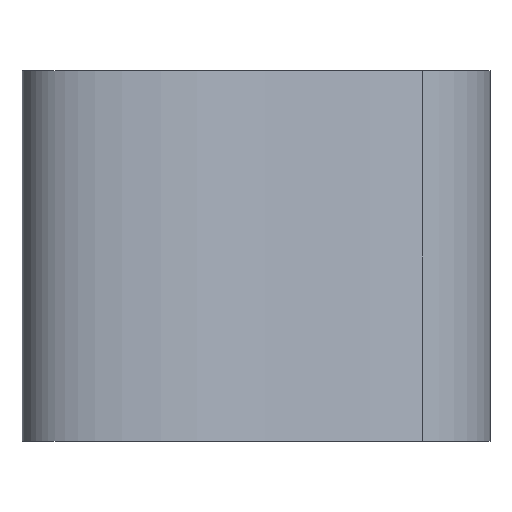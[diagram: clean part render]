
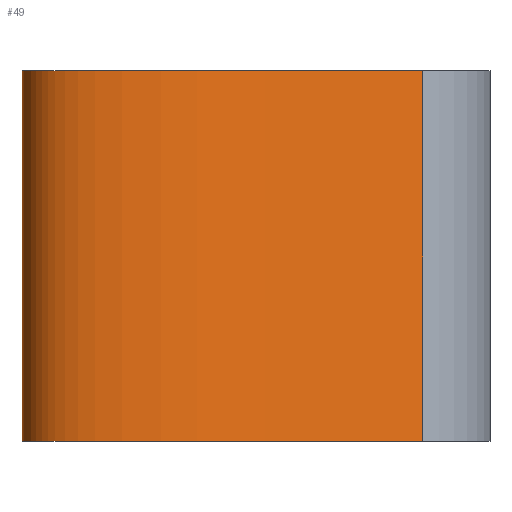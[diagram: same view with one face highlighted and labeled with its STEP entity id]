
A CAD part, left-side view. The second image highlights one B-rep face of the part: STEP entity #49.
In plain terms, the highlighted free-form (B-spline) face has degree [3, 1] with [5, 2] control points.
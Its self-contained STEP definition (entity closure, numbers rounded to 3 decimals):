
#10 = FACE_OUTER_BOUND ( 'NONE', #647, .T. ) ;
#26 = CARTESIAN_POINT ( 'NONE',  ( 151.084, 151.517, 0. ) ) ;
#49 = ADVANCED_FACE ( 'NONE', ( #10 ), #261, .F. ) ;
#51 = ORIENTED_EDGE ( 'NONE', *, *, #334, .F. ) ;
#60 = CARTESIAN_POINT ( 'NONE',  ( 149.343, 151.574, 10. ) ) ;
#97 = VERTEX_POINT ( 'NONE', #26 ) ;
#102 = CARTESIAN_POINT ( 'NONE',  ( 151.084, 151.517, 10. ) ) ;
#118 = ORIENTED_EDGE ( 'NONE', *, *, #629, .T. ) ;
#130 = ORIENTED_EDGE ( 'NONE', *, *, #355, .F. ) ;
#174 = CARTESIAN_POINT ( 'NONE',  ( 148.842, 145.369, 10. ) ) ;
#176 = CARTESIAN_POINT ( 'NONE',  ( 151.084, 151.517, 10. ) ) ;
#189 = CARTESIAN_POINT ( 'NONE',  ( 153.059, 140.708, 0. ) ) ;
#212 = VECTOR ( 'NONE', #379, 1000. ) ;
#226 = CARTESIAN_POINT ( 'NONE',  ( 153.059, 140.708, 10. ) ) ;
#261 = B_SPLINE_SURFACE_WITH_KNOTS ( 'NONE', 3, 1, ( 
 ( #299, #501 ),
 ( #555, #393 ),
 ( #608, #660 ),
 ( #458, #352 ),
 ( #508, #189 ) ),
 .UNSPECIFIED., .F., .F., .F.,
 ( 4, 1, 4 ),
 ( 2, 2 ),
 ( 0., 0.306, 1. ),
 ( 0., 1. ),
 .UNSPECIFIED. ) ;
#272 = B_SPLINE_CURVE_WITH_KNOTS ( 'NONE', 3,
 ( #605, #646, #661, #301, #354 ),
 .UNSPECIFIED., .F., .F.,
 ( 4, 1, 4 ),
 ( 0., 0.306, 1. ),
 .UNSPECIFIED. ) ;
#277 = VECTOR ( 'NONE', #449, 1000. ) ;
#285 = CARTESIAN_POINT ( 'NONE',  ( 151.284, 144.263, 10. ) ) ;
#286 = B_SPLINE_CURVE_WITH_KNOTS ( 'NONE', 3,
 ( #491, #60, #174, #285, #226 ),
 .UNSPECIFIED., .F., .F.,
 ( 4, 1, 4 ),
 ( 0., 0.306, 1. ),
 .UNSPECIFIED. ) ;
#287 = CARTESIAN_POINT ( 'NONE',  ( 153.059, 140.708, 10. ) ) ;
#288 = VERTEX_POINT ( 'NONE', #102 ) ;
#299 = CARTESIAN_POINT ( 'NONE',  ( 151.084, 151.517, 10. ) ) ;
#301 = CARTESIAN_POINT ( 'NONE',  ( 151.284, 144.263, 0. ) ) ;
#334 = EDGE_CURVE ( 'NONE', #391, #475, #344, .T. ) ;
#338 = CARTESIAN_POINT ( 'NONE',  ( 153.059, 140.708, 0. ) ) ;
#344 = LINE ( 'NONE', #287, #212 ) ;
#352 = CARTESIAN_POINT ( 'NONE',  ( 151.284, 144.263, 0. ) ) ;
#354 = CARTESIAN_POINT ( 'NONE',  ( 153.059, 140.708, 0. ) ) ;
#355 = EDGE_CURVE ( 'NONE', #288, #391, #286, .T. ) ;
#379 = DIRECTION ( 'NONE',  ( 0., 0., -1. ) ) ;
#391 = VERTEX_POINT ( 'NONE', #645 ) ;
#393 = CARTESIAN_POINT ( 'NONE',  ( 149.343, 151.574, 0. ) ) ;
#449 = DIRECTION ( 'NONE',  ( 0., 0., -1. ) ) ;
#458 = CARTESIAN_POINT ( 'NONE',  ( 151.284, 144.263, 10. ) ) ;
#475 = VERTEX_POINT ( 'NONE', #338 ) ;
#491 = CARTESIAN_POINT ( 'NONE',  ( 151.084, 151.517, 10. ) ) ;
#501 = CARTESIAN_POINT ( 'NONE',  ( 151.084, 151.517, 0. ) ) ;
#508 = CARTESIAN_POINT ( 'NONE',  ( 153.059, 140.708, 10. ) ) ;
#555 = CARTESIAN_POINT ( 'NONE',  ( 149.343, 151.574, 10. ) ) ;
#583 = ORIENTED_EDGE ( 'NONE', *, *, #659, .T. ) ;
#605 = CARTESIAN_POINT ( 'NONE',  ( 151.084, 151.517, 0. ) ) ;
#608 = CARTESIAN_POINT ( 'NONE',  ( 148.842, 145.369, 10. ) ) ;
#623 = LINE ( 'NONE', #176, #277 ) ;
#629 = EDGE_CURVE ( 'NONE', #288, #97, #623, .T. ) ;
#645 = CARTESIAN_POINT ( 'NONE',  ( 153.059, 140.708, 10. ) ) ;
#646 = CARTESIAN_POINT ( 'NONE',  ( 149.343, 151.574, 0. ) ) ;
#647 = EDGE_LOOP ( 'NONE', ( #583, #51, #130, #118 ) ) ;
#659 = EDGE_CURVE ( 'NONE', #97, #475, #272, .T. ) ;
#660 = CARTESIAN_POINT ( 'NONE',  ( 148.842, 145.369, 0. ) ) ;
#661 = CARTESIAN_POINT ( 'NONE',  ( 148.842, 145.369, 0. ) ) ;
